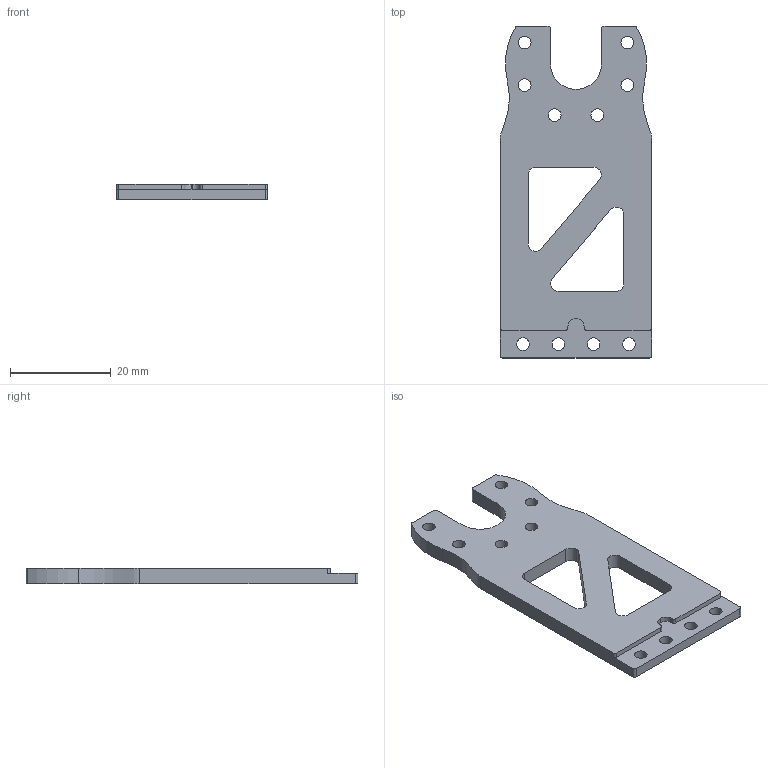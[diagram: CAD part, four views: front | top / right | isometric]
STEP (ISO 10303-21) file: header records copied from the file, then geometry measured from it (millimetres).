
FILE_DESCRIPTION(/* description */ ('STEP AP242','CAx-IF Rec.Pracs.---Representation and Presentation of Product Manufacturing Information (PMI)---4.0---2014-10-13','CAx-IF Rec.Pracs.---3D Tessellated Geometry---0.4---2014-09-14','2;1'),/* implementation_level */ '2;1');
FILE_NAME(/* name */ 'robot - U_side_neck (1)',/* time_stamp */ '2024-11-21T14:35:13Z',/* author */ (''),/* organization */ (''),/* preprocessor_version */ 'ST-DEVELOPER v20',/* originating_system */ 'ONSHAPE BY PTC INC, 1.189',/* authorisation */ ' ');
FILE_SCHEMA (('AP242_MANAGED_MODEL_BASED_3D_ENGINEERING_MIM_LF { 1 0 10303 442 1 1 4 }'));
Length unit declared in the file: metre
Products named in the file (1): U_side_neck
Bounding box: 30 x 65.8 x 3 mm (x, y, z)
Volume: 4189.3 mm3; surface area: 4024.5 mm2
Topology: 1 solids, 1 shells, 54 faces, 156 edges, 104 vertices
Faces by surface type: cylinder 31, plane 21, bspline 2
Full cylindrical faces by diameter (mm): 2.5 x10
Entity records: 1834 total; most frequent: CARTESIAN_POINT 331, DIRECTION 310, ORIENTED_EDGE 292, EDGE_CURVE 146, AXIS2_PLACEMENT_3D 115, VERTEX_POINT 104, EDGE_LOOP 88, FACE_BOUND 88
